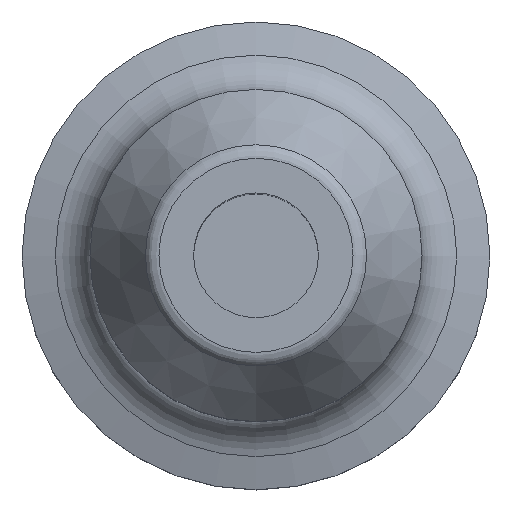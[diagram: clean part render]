
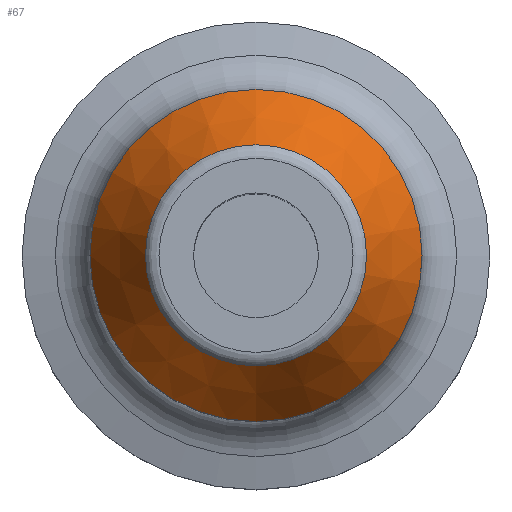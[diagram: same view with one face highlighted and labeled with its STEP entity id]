
A CAD part, top view. The second image highlights one B-rep face of the part: STEP entity #67.
In plain terms, the highlighted conical face has half-angle 30 degrees and reference radius 6.8 mm.
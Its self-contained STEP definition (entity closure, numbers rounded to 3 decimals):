
#49=CONICAL_SURFACE('',#246,6.8,30.);
#67=ADVANCED_FACE('',(#100,#101),#49,.T.);
#100=FACE_BOUND('',#131,.T.);
#101=FACE_BOUND('',#132,.T.);
#131=EDGE_LOOP('',(#163));
#132=EDGE_LOOP('',(#164));
#163=ORIENTED_EDGE('',*,*,#200,.T.);
#164=ORIENTED_EDGE('',*,*,#197,.T.);
#181=VERTEX_POINT('',#350);
#184=VERTEX_POINT('',#360);
#197=EDGE_CURVE('',#181,#181,#213,.T.);
#200=EDGE_CURVE('',#184,#184,#216,.T.);
#213=CIRCLE('',#238,10.65);
#216=CIRCLE('',#245,7.089);
#238=AXIS2_PLACEMENT_3D('',#349,#290,#291);
#245=AXIS2_PLACEMENT_3D('',#359,#304,#305);
#246=AXIS2_PLACEMENT_3D('',#361,#306,#307);
#290=DIRECTION('',(0.,0.,1.));
#291=DIRECTION('',(0.,1.,0.));
#304=DIRECTION('',(0.,0.,-1.));
#305=DIRECTION('',(0.,1.,0.));
#306=DIRECTION('',(0.,0.,-1.));
#307=DIRECTION('',(0.,1.,0.));
#349=CARTESIAN_POINT('',(0.,0.,20.832));
#350=CARTESIAN_POINT('',(0.,10.65,20.832));
#359=CARTESIAN_POINT('',(0.,0.,27.));
#360=CARTESIAN_POINT('',(0.,7.089,27.));
#361=CARTESIAN_POINT('',(0.,0.,27.5));
